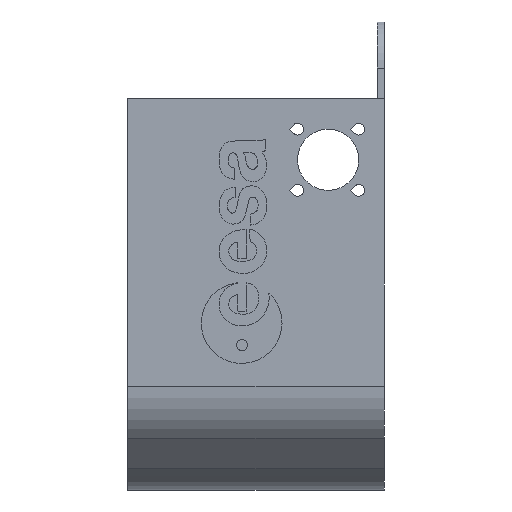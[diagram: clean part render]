
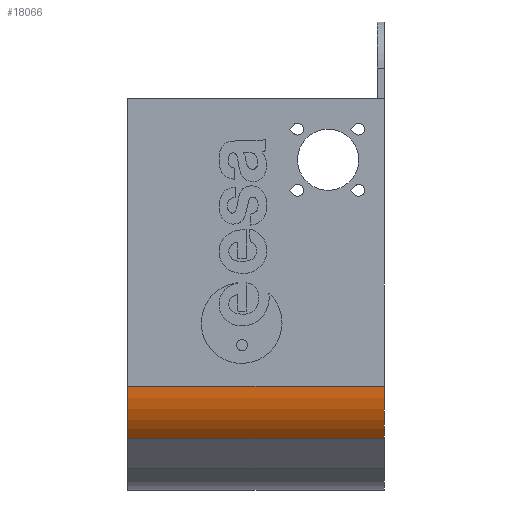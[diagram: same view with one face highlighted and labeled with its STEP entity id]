
A CAD part, left-side view. The second image highlights one B-rep face of the part: STEP entity #18066.
In plain terms, the highlighted cylindrical face has radius 30 mm (diameter 60 mm), a partial arc.
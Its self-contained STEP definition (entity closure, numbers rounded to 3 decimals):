
#984 = PLANE('',#985);
#985 = AXIS2_PLACEMENT_3D('',#986,#987,#988);
#986 = CARTESIAN_POINT('',(0.,105.,0.));
#987 = DIRECTION('',(0.,1.,0.));
#988 = DIRECTION('',(0.,0.,1.));
#1971 = PLANE('',#1972);
#1972 = AXIS2_PLACEMENT_3D('',#1973,#1974,#1975);
#1973 = CARTESIAN_POINT('',(0.,0.,0.));
#1974 = DIRECTION('',(0.,1.,0.));
#1975 = DIRECTION('',(0.,0.,1.));
#3917 = PLANE('',#3918);
#3918 = AXIS2_PLACEMENT_3D('',#3919,#3920,#3921);
#3919 = CARTESIAN_POINT('',(-60.,105.,80.));
#3920 = DIRECTION('',(-1.,0.,0.));
#3921 = DIRECTION('',(0.,0.,1.));
#5107 = VERTEX_POINT('',#5108);
#5108 = CARTESIAN_POINT('',(-51.213,105.,-58.787));
#5122 = PLANE('',#5123);
#5123 = AXIS2_PLACEMENT_3D('',#5124,#5125,#5126);
#5124 = CARTESIAN_POINT('',(-60.,105.,-50.));
#5125 = DIRECTION('',(-0.707,0.,-0.707));
#5126 = DIRECTION('',(-0.707,0.,0.707));
#5134 = EDGE_CURVE('',#5107,#5135,#5137,.T.);
#5135 = VERTEX_POINT('',#5136);
#5136 = CARTESIAN_POINT('',(-60.,105.,-37.574));
#5137 = SURFACE_CURVE('',#5138,(#5143,#5150),.PCURVE_S1.);
#5138 = CIRCLE('',#5139,30.);
#5139 = AXIS2_PLACEMENT_3D('',#5140,#5141,#5142);
#5140 = CARTESIAN_POINT('',(-30.,105.,-37.574));
#5141 = DIRECTION('',(0.,1.,0.));
#5142 = DIRECTION('',(0.,0.,1.));
#5143 = PCURVE('',#984,#5144);
#5144 = DEFINITIONAL_REPRESENTATION('',(#5145),#5149);
#5145 = CIRCLE('',#5146,30.);
#5146 = AXIS2_PLACEMENT_2D('',#5147,#5148);
#5147 = CARTESIAN_POINT('',(-37.574,-30.));
#5148 = DIRECTION('',(1.,0.));
#5149 = ( GEOMETRIC_REPRESENTATION_CONTEXT(2) 
PARAMETRIC_REPRESENTATION_CONTEXT() REPRESENTATION_CONTEXT('2D SPACE',''
  ) );
#5150 = PCURVE('',#5151,#5156);
#5151 = CYLINDRICAL_SURFACE('',#5152,30.);
#5152 = AXIS2_PLACEMENT_3D('',#5153,#5154,#5155);
#5153 = CARTESIAN_POINT('',(-30.,105.,-37.574));
#5154 = DIRECTION('',(0.,-1.,0.));
#5155 = DIRECTION('',(0.,0.,-1.));
#5156 = DEFINITIONAL_REPRESENTATION('',(#5157),#5161);
#5157 = LINE('',#5158,#5159);
#5158 = CARTESIAN_POINT('',(9.425,0.));
#5159 = VECTOR('',#5160,1.);
#5160 = DIRECTION('',(-1.,0.));
#5161 = ( GEOMETRIC_REPRESENTATION_CONTEXT(2) 
PARAMETRIC_REPRESENTATION_CONTEXT() REPRESENTATION_CONTEXT('2D SPACE',''
  ) );
#10154 = VERTEX_POINT('',#10155);
#10155 = CARTESIAN_POINT('',(-51.213,0.,-58.787));
#10176 = EDGE_CURVE('',#10177,#10154,#10179,.T.);
#10177 = VERTEX_POINT('',#10178);
#10178 = CARTESIAN_POINT('',(-60.,0.,-37.574));
#10179 = SURFACE_CURVE('',#10180,(#10185,#10196),.PCURVE_S1.);
#10180 = CIRCLE('',#10181,30.);
#10181 = AXIS2_PLACEMENT_3D('',#10182,#10183,#10184);
#10182 = CARTESIAN_POINT('',(-30.,0.,-37.574));
#10183 = DIRECTION('',(0.,-1.,0.));
#10184 = DIRECTION('',(-1.,0.,0.));
#10185 = PCURVE('',#1971,#10186);
#10186 = DEFINITIONAL_REPRESENTATION('',(#10187),#10195);
#10187 = ( BOUNDED_CURVE() B_SPLINE_CURVE(2,(#10188,#10189,#10190,#10191
    ,#10192,#10193,#10194),.UNSPECIFIED.,.T.,.F.) 
B_SPLINE_CURVE_WITH_KNOTS((1,2,2,2,2,1),(-2.094,0.,
    2.094,4.189,6.283,8.378),
.UNSPECIFIED.) CURVE() GEOMETRIC_REPRESENTATION_ITEM() 
RATIONAL_B_SPLINE_CURVE((1.,0.5,1.,0.5,1.,0.5,1.)) REPRESENTATION_ITEM(
  '') );
#10188 = CARTESIAN_POINT('',(-37.574,-60.));
#10189 = CARTESIAN_POINT('',(-89.535,-60.));
#10190 = CARTESIAN_POINT('',(-63.554,-15.));
#10191 = CARTESIAN_POINT('',(-37.574,30.));
#10192 = CARTESIAN_POINT('',(-11.593,-15.));
#10193 = CARTESIAN_POINT('',(14.388,-60.));
#10194 = CARTESIAN_POINT('',(-37.574,-60.));
#10195 = ( GEOMETRIC_REPRESENTATION_CONTEXT(2) 
PARAMETRIC_REPRESENTATION_CONTEXT() REPRESENTATION_CONTEXT('2D SPACE',''
  ) );
#10196 = PCURVE('',#5151,#10197);
#10197 = DEFINITIONAL_REPRESENTATION('',(#10198),#10202);
#10198 = LINE('',#10199,#10200);
#10199 = CARTESIAN_POINT('',(4.712,105.));
#10200 = VECTOR('',#10201,1.);
#10201 = DIRECTION('',(1.,0.));
#10202 = ( GEOMETRIC_REPRESENTATION_CONTEXT(2) 
PARAMETRIC_REPRESENTATION_CONTEXT() REPRESENTATION_CONTEXT('2D SPACE',''
  ) );
#12545 = EDGE_CURVE('',#5135,#10177,#12546,.T.);
#12546 = SURFACE_CURVE('',#12547,(#12551,#12558),.PCURVE_S1.);
#12547 = LINE('',#12548,#12549);
#12548 = CARTESIAN_POINT('',(-60.,105.,-37.574));
#12549 = VECTOR('',#12550,1.);
#12550 = DIRECTION('',(0.,-1.,0.));
#12551 = PCURVE('',#3917,#12552);
#12552 = DEFINITIONAL_REPRESENTATION('',(#12553),#12557);
#12553 = LINE('',#12554,#12555);
#12554 = CARTESIAN_POINT('',(-117.574,0.));
#12555 = VECTOR('',#12556,1.);
#12556 = DIRECTION('',(0.,-1.));
#12557 = ( GEOMETRIC_REPRESENTATION_CONTEXT(2) 
PARAMETRIC_REPRESENTATION_CONTEXT() REPRESENTATION_CONTEXT('2D SPACE',''
  ) );
#12558 = PCURVE('',#5151,#12559);
#12559 = DEFINITIONAL_REPRESENTATION('',(#12560),#12564);
#12560 = LINE('',#12561,#12562);
#12561 = CARTESIAN_POINT('',(4.712,0.));
#12562 = VECTOR('',#12563,1.);
#12563 = DIRECTION('',(0.,1.));
#12564 = ( GEOMETRIC_REPRESENTATION_CONTEXT(2) 
PARAMETRIC_REPRESENTATION_CONTEXT() REPRESENTATION_CONTEXT('2D SPACE',''
  ) );
#18044 = EDGE_CURVE('',#10154,#5107,#18045,.T.);
#18045 = SURFACE_CURVE('',#18046,(#18050,#18057),.PCURVE_S1.);
#18046 = LINE('',#18047,#18048);
#18047 = CARTESIAN_POINT('',(-51.213,105.,-58.787));
#18048 = VECTOR('',#18049,1.);
#18049 = DIRECTION('',(0.,1.,0.));
#18050 = PCURVE('',#5122,#18051);
#18051 = DEFINITIONAL_REPRESENTATION('',(#18052),#18056);
#18052 = LINE('',#18053,#18054);
#18053 = CARTESIAN_POINT('',(-12.426,0.));
#18054 = VECTOR('',#18055,1.);
#18055 = DIRECTION('',(0.,1.));
#18056 = ( GEOMETRIC_REPRESENTATION_CONTEXT(2) 
PARAMETRIC_REPRESENTATION_CONTEXT() REPRESENTATION_CONTEXT('2D SPACE',''
  ) );
#18057 = PCURVE('',#5151,#18058);
#18058 = DEFINITIONAL_REPRESENTATION('',(#18059),#18063);
#18059 = LINE('',#18060,#18061);
#18060 = CARTESIAN_POINT('',(5.498,0.));
#18061 = VECTOR('',#18062,1.);
#18062 = DIRECTION('',(0.,-1.));
#18063 = ( GEOMETRIC_REPRESENTATION_CONTEXT(2) 
PARAMETRIC_REPRESENTATION_CONTEXT() REPRESENTATION_CONTEXT('2D SPACE',''
  ) );
#18066 = ADVANCED_FACE('',(#18067),#5151,.T.);
#18067 = FACE_BOUND('',#18068,.T.);
#18068 = EDGE_LOOP('',(#18069,#18070,#18071,#18072));
#18069 = ORIENTED_EDGE('',*,*,#5134,.F.);
#18070 = ORIENTED_EDGE('',*,*,#18044,.F.);
#18071 = ORIENTED_EDGE('',*,*,#10176,.F.);
#18072 = ORIENTED_EDGE('',*,*,#12545,.F.);
